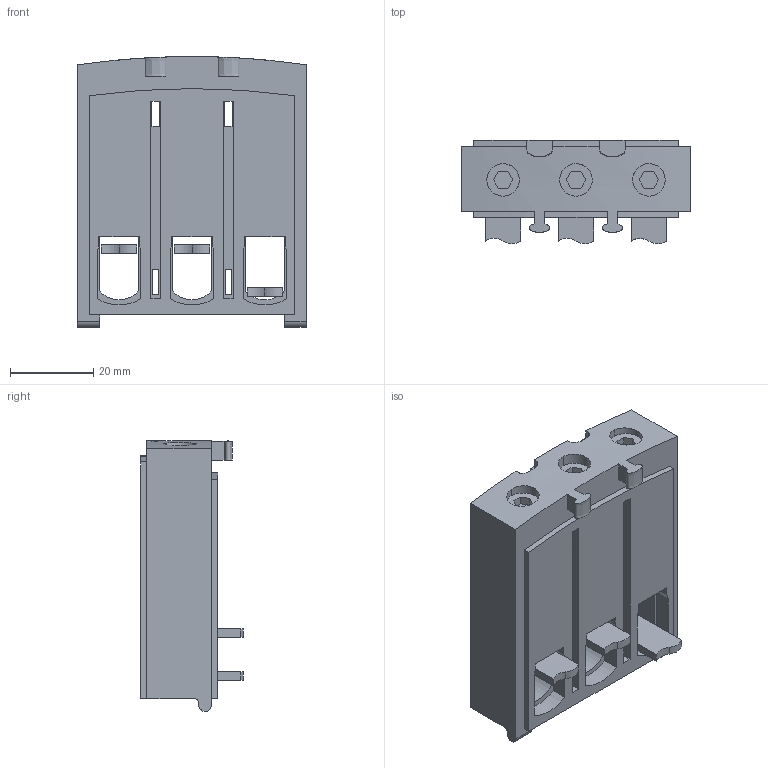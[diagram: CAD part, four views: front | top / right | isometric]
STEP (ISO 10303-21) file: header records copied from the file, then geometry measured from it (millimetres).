
FILE_DESCRIPTION((''),'2;1');
FILE_NAME('SB103876_3D-SOFTWARE_COLOUR','2013-07-31T',('SESA214371'),('Schneider-Electric'),'PRO/ENGINEER BY PARAMETRIC TECHNOLOGY CORPORATION, 2011410','PRO/ENGINEER BY PARAMETRIC TECHNOLOGY CORPORATION, 2011410','');
FILE_SCHEMA(('CONFIG_CONTROL_DESIGN'));
Length unit declared in the file: millimetre
Products named in the file (1): SB103876_3D-SOFTWARE_COLOUR
Bounding box: 54.8 x 24.71 x 65 mm (x, y, z)
Volume: 46785.9 mm3; surface area: 17827 mm2
Topology: 3 solids, 3 shells, 240 faces, 663 edges, 442 vertices
Faces by surface type: plane 177, cylinder 59, extrusion 4
Entity records: 7983 total; most frequent: CARTESIAN_POINT 1691, ORIENTED_EDGE 1326, DIRECTION 1245, EDGE_CURVE 663, VECTOR 517, LINE 513, VERTEX_POINT 442, AXIS2_PLACEMENT_3D 364
